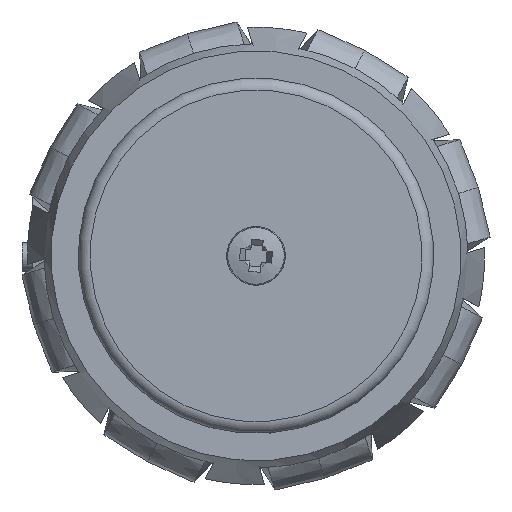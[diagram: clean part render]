
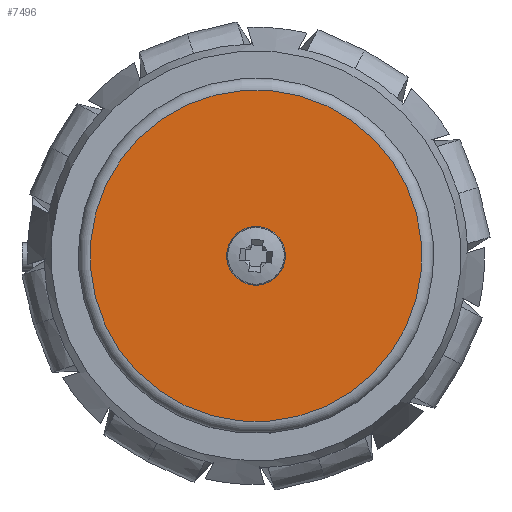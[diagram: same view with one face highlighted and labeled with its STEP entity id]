
A CAD part, top view. The second image highlights one B-rep face of the part: STEP entity #7496.
In plain terms, the highlighted face is planar.
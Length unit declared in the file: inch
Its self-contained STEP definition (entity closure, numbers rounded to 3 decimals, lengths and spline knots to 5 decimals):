
#702=CIRCLE($,#8261,0.7);
#704=CIRCLE($,#8265,0.05975);
#883=FACE_BOUND($,#1841,.T.);
#884=FACE_BOUND($,#1842,.T.);
#1841=EDGE_LOOP($,(#6597));
#1842=EDGE_LOOP($,(#6598));
#3721=VERTEX_POINT($,#12891);
#3723=VERTEX_POINT($,#12897);
#4695=EDGE_CURVE($,#3721,#3721,#702,.T.);
#4697=EDGE_CURVE($,#3723,#3723,#704,.T.);
#6597=ORIENTED_EDGE($,*,*,#4697,.T.);
#6598=ORIENTED_EDGE($,*,*,#4695,.F.);
#7069=PLANE($,#8264);
#7496=ADVANCED_FACE($,(#883,#884),#7069,.F.);
#8261=AXIS2_PLACEMENT_3D($,#12892,#10285,#10286);
#8264=AXIS2_PLACEMENT_3D($,#12896,#10291,#10292);
#8265=AXIS2_PLACEMENT_3D($,#12898,#10293,#10294);
#10285=DIRECTION('center_axis',(0.,0.,1.));
#10286=DIRECTION('ref_axis',(-1.,0.,0.));
#10291=DIRECTION('center_axis',(0.,0.,1.));
#10292=DIRECTION('ref_axis',(1.,0.,0.));
#10293=DIRECTION('center_axis',(0.,0.,1.));
#10294=DIRECTION('ref_axis',(-1.,0.,0.));
#12891=CARTESIAN_POINT('',(0.7,0.,0.));
#12892=CARTESIAN_POINT('Origin',(0.,0.,0.));
#12896=CARTESIAN_POINT('Origin',(0.,0.,
0.));
#12897=CARTESIAN_POINT('',(0.05975,0.,0.));
#12898=CARTESIAN_POINT('Origin',(0.,0.,0.));
